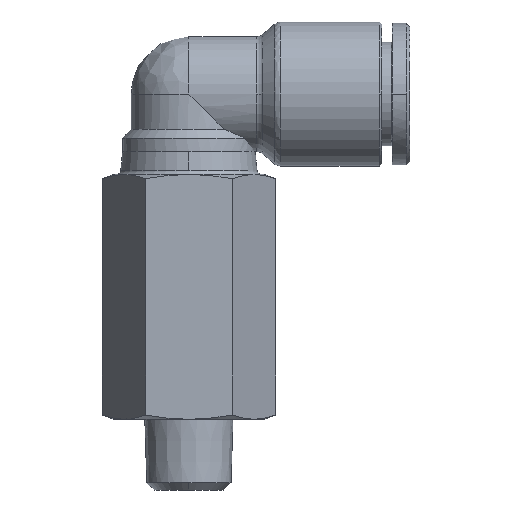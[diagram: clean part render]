
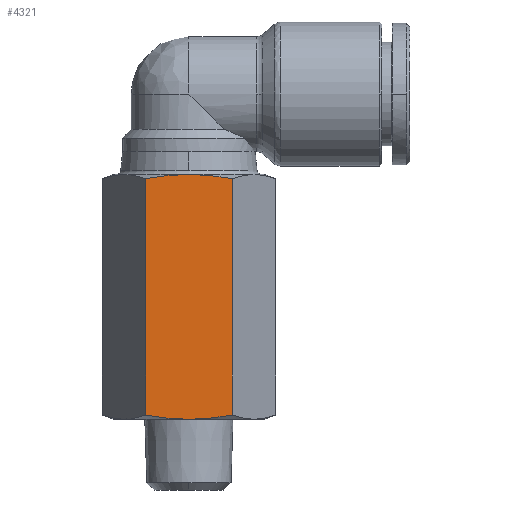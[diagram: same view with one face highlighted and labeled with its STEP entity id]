
A CAD part, front view. The second image highlights one B-rep face of the part: STEP entity #4321.
In plain terms, the highlighted planar face has unit normal (0, -1, 0).
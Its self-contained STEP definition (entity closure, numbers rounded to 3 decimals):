
#241 = VERTEX_POINT ( 'NONE', #1153 ) ;
#343 = VERTEX_POINT ( 'NONE', #2533 ) ;
#510 = CARTESIAN_POINT ( 'NONE',  ( -5.951, -8.5, -9.31 ) ) ;
#564 = CARTESIAN_POINT ( 'NONE',  ( -5.137, -8.5, -9.431 ) ) ;
#777 = EDGE_CURVE ( 'NONE', #343, #2967, #7712, .T. ) ;
#1082 = VECTOR ( 'NONE', #10635, 1000. ) ;
#1153 = CARTESIAN_POINT ( 'NONE',  ( -4.326, -8.5, -9.579 ) ) ;
#1363 = CARTESIAN_POINT ( 'NONE',  ( -7.586, -8.5, -36.755 ) ) ;
#2176 = DIRECTION ( 'NONE',  ( 0., -1., 0. ) ) ;
#2404 = VERTEX_POINT ( 'NONE', #15492 ) ;
#2445 = CARTESIAN_POINT ( 'NONE',  ( -13.329, -8.5, -9.431 ) ) ;
#2450 = CARTESIAN_POINT ( 'NONE',  ( -10.059, -8.5, -36.8 ) ) ;
#2525 = CARTESIAN_POINT ( 'NONE',  ( -5.137, -8.5, -36.469 ) ) ;
#2533 = CARTESIAN_POINT ( 'NONE',  ( -14.141, -8.5, -36.321 ) ) ;
#2585 = CARTESIAN_POINT ( 'NONE',  ( -4.326, -8.5, -36.321 ) ) ;
#2640 = CARTESIAN_POINT ( 'NONE',  ( -5.951, -8.5, -36.59 ) ) ;
#2967 = VERTEX_POINT ( 'NONE', #13259 ) ;
#3597 = ORIENTED_EDGE ( 'NONE', *, *, #8613, .F. ) ;
#4062 = ORIENTED_EDGE ( 'NONE', *, *, #11503, .F. ) ;
#4321 = ADVANCED_FACE ( 'NONE', ( #11387 ), #11834, .T. ) ;
#4508 = EDGE_CURVE ( 'NONE', #6520, #2967, #14614, .T. ) ;
#4550 = CARTESIAN_POINT ( 'NONE',  ( -9.233, -8.5, -9.1 ) ) ;
#4605 = DIRECTION ( 'NONE',  ( 0., 0., -1. ) ) ;
#4906 = CARTESIAN_POINT ( 'NONE',  ( -8.408, -8.5, -36.8 ) ) ;
#5454 = ORIENTED_EDGE ( 'NONE', *, *, #777, .F. ) ;
#5525 = CARTESIAN_POINT ( 'NONE',  ( -4.326, -8.5, -9.579 ) ) ;
#6003 = CARTESIAN_POINT ( 'NONE',  ( -12.515, -8.5, -36.59 ) ) ;
#6113 = CARTESIAN_POINT ( 'NONE',  ( -10.059, -8.5, -9.1 ) ) ;
#6520 = VERTEX_POINT ( 'NONE', #4550 ) ;
#7166 = CARTESIAN_POINT ( 'NONE',  ( -14.141, -8.5, -9.579 ) ) ;
#7269 = B_SPLINE_CURVE_WITH_KNOTS ( 'NONE', 3,
 ( #13573, #2450, #12489, #6003, #14711, #15942 ),
 .UNSPECIFIED., .F., .F.,
 ( 4, 2, 4 ),
 ( 0., 0.002, 0.005 ),
 .UNSPECIFIED. ) ;
#7712 = LINE ( 'NONE', #14438, #1082 ) ;
#7955 = AXIS2_PLACEMENT_3D ( 'NONE', #15558, #2176, #4605 ) ;
#7958 = CARTESIAN_POINT ( 'NONE',  ( -9.233, -8.5, -9.1 ) ) ;
#7980 = B_SPLINE_CURVE_WITH_KNOTS ( 'NONE', 3,
 ( #2585, #2525, #2640, #1363, #4906, #11259 ),
 .UNSPECIFIED., .F., .F.,
 ( 4, 2, 4 ),
 ( 0., 0.002, 0.005 ),
 .UNSPECIFIED. ) ;
#8385 = DIRECTION ( 'NONE',  ( 0., 0., 1. ) ) ;
#8555 = VERTEX_POINT ( 'NONE', #13700 ) ;
#8613 = EDGE_CURVE ( 'NONE', #8555, #2404, #7980, .T. ) ;
#9268 = CARTESIAN_POINT ( 'NONE',  ( -7.586, -8.5, -9.145 ) ) ;
#10019 = EDGE_CURVE ( 'NONE', #241, #6520, #15458, .T. ) ;
#10171 = EDGE_CURVE ( 'NONE', #8555, #241, #12918, .T. ) ;
#10520 = CARTESIAN_POINT ( 'NONE',  ( -8.408, -8.5, -9.1 ) ) ;
#10635 = DIRECTION ( 'NONE',  ( 0., 0., 1. ) ) ;
#11259 = CARTESIAN_POINT ( 'NONE',  ( -9.233, -8.5, -36.8 ) ) ;
#11378 = VECTOR ( 'NONE', #8385, 1000. ) ;
#11387 = FACE_OUTER_BOUND ( 'NONE', #12366, .T. ) ;
#11503 = EDGE_CURVE ( 'NONE', #2404, #343, #7269, .T. ) ;
#11834 = PLANE ( 'NONE',  #7955 ) ;
#12366 = EDGE_LOOP ( 'NONE', ( #5454, #4062, #3597, #15048, #15793, #13678 ) ) ;
#12489 = CARTESIAN_POINT ( 'NONE',  ( -10.88, -8.5, -36.755 ) ) ;
#12918 = LINE ( 'NONE', #13233, #11378 ) ;
#13233 = CARTESIAN_POINT ( 'NONE',  ( -4.326, -8.5, -36.8 ) ) ;
#13259 = CARTESIAN_POINT ( 'NONE',  ( -14.141, -8.5, -9.579 ) ) ;
#13569 = CARTESIAN_POINT ( 'NONE',  ( -9.233, -8.5, -9.1 ) ) ;
#13573 = CARTESIAN_POINT ( 'NONE',  ( -9.233, -8.5, -36.8 ) ) ;
#13678 = ORIENTED_EDGE ( 'NONE', *, *, #4508, .T. ) ;
#13700 = CARTESIAN_POINT ( 'NONE',  ( -4.326, -8.5, -36.321 ) ) ;
#14438 = CARTESIAN_POINT ( 'NONE',  ( -14.141, -8.5, -36.8 ) ) ;
#14614 = B_SPLINE_CURVE_WITH_KNOTS ( 'NONE', 3,
 ( #13569, #6113, #14705, #16107, #2445, #7166 ),
 .UNSPECIFIED., .F., .F.,
 ( 4, 2, 4 ),
 ( 0., 0.002, 0.005 ),
 .UNSPECIFIED. ) ;
#14705 = CARTESIAN_POINT ( 'NONE',  ( -10.88, -8.5, -9.145 ) ) ;
#14711 = CARTESIAN_POINT ( 'NONE',  ( -13.329, -8.5, -36.469 ) ) ;
#15048 = ORIENTED_EDGE ( 'NONE', *, *, #10171, .T. ) ;
#15458 = B_SPLINE_CURVE_WITH_KNOTS ( 'NONE', 3,
 ( #5525, #564, #510, #9268, #10520, #7958 ),
 .UNSPECIFIED., .F., .F.,
 ( 4, 2, 4 ),
 ( 0., 0.002, 0.005 ),
 .UNSPECIFIED. ) ;
#15492 = CARTESIAN_POINT ( 'NONE',  ( -9.233, -8.5, -36.8 ) ) ;
#15558 = CARTESIAN_POINT ( 'NONE',  ( -4.326, -8.5, -36.8 ) ) ;
#15793 = ORIENTED_EDGE ( 'NONE', *, *, #10019, .T. ) ;
#15942 = CARTESIAN_POINT ( 'NONE',  ( -14.141, -8.5, -36.321 ) ) ;
#16107 = CARTESIAN_POINT ( 'NONE',  ( -12.515, -8.5, -9.31 ) ) ;
